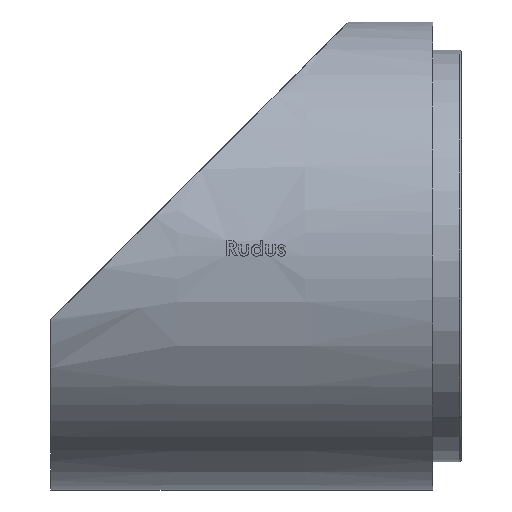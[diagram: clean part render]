
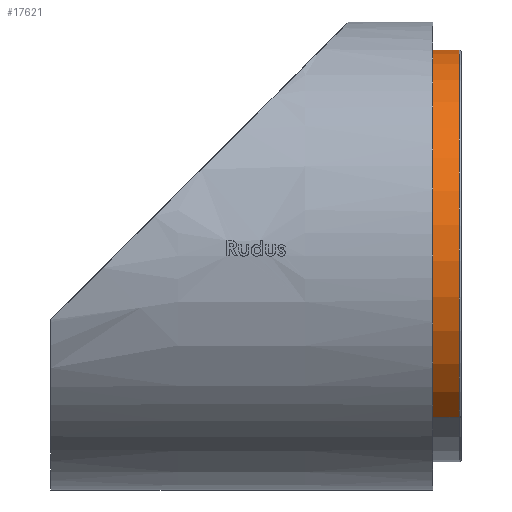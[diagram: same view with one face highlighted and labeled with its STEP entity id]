
A CAD part, front view. The second image highlights one B-rep face of the part: STEP entity #17621.
In plain terms, the highlighted cylindrical face has radius 1077 mm (diameter 2154 mm), a partial arc.
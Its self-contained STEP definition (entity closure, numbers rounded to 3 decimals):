
#330 = FACE_OUTER_BOUND ( 'NONE', #1148, .T. ) ;
#416 = AXIS2_PLACEMENT_3D ( 'NONE', #18548, #11791, #11456 ) ;
#461 = ORIENTED_EDGE ( 'NONE', *, *, #2233, .F. ) ;
#608 = ORIENTED_EDGE ( 'NONE', *, *, #11855, .T. ) ;
#783 = DIRECTION ( 'NONE',  ( 0., 0., -1. ) ) ;
#1148 = EDGE_LOOP ( 'NONE', ( #11921, #608, #461, #1535 ) ) ;
#1535 = ORIENTED_EDGE ( 'NONE', *, *, #15940, .F. ) ;
#2233 = EDGE_CURVE ( 'NONE', #19870, #11380, #10268, .T. ) ;
#3463 = EDGE_CURVE ( 'NONE', #4523, #4659, #6617, .T. ) ;
#4523 = VERTEX_POINT ( 'NONE', #14049 ) ;
#4659 = VERTEX_POINT ( 'NONE', #19436 ) ;
#5118 = DIRECTION ( 'NONE',  ( 0., 0., -1. ) ) ;
#5585 = CYLINDRICAL_SURFACE ( 'NONE', #7708, 1077. ) ;
#6617 = CIRCLE ( 'NONE', #18671, 1077. ) ;
#7708 = AXIS2_PLACEMENT_3D ( 'NONE', #12558, #783, #21382 ) ;
#7790 = CARTESIAN_POINT ( 'NONE',  ( -842.535, 670.868, 1995. ) ) ;
#8551 = CARTESIAN_POINT ( 'NONE',  ( 842.535, -670.868, 1995. ) ) ;
#10268 = CIRCLE ( 'NONE', #416, 1077. ) ;
#10482 = CARTESIAN_POINT ( 'NONE',  ( 0., 0., 2135. ) ) ;
#10869 = LINE ( 'NONE', #13491, #13156 ) ;
#11380 = VERTEX_POINT ( 'NONE', #8551 ) ;
#11456 = DIRECTION ( 'NONE',  ( -0.782, 0.623, 0. ) ) ;
#11791 = DIRECTION ( 'NONE',  ( 0., 0., -1. ) ) ;
#11855 = EDGE_CURVE ( 'NONE', #4659, #11380, #10869, .T. ) ;
#11921 = ORIENTED_EDGE ( 'NONE', *, *, #3463, .T. ) ;
#12558 = CARTESIAN_POINT ( 'NONE',  ( 0., 0., 1995. ) ) ;
#13156 = VECTOR ( 'NONE', #18646, 1000. ) ;
#13491 = CARTESIAN_POINT ( 'NONE',  ( 842.535, -670.868, 1995. ) ) ;
#13535 = VECTOR ( 'NONE', #16356, 1000. ) ;
#14049 = CARTESIAN_POINT ( 'NONE',  ( -842.535, 670.868, 2135. ) ) ;
#15631 = DIRECTION ( 'NONE',  ( -0.782, 0.623, 0. ) ) ;
#15940 = EDGE_CURVE ( 'NONE', #4523, #19870, #16697, .T. ) ;
#16356 = DIRECTION ( 'NONE',  ( 0., 0., -1. ) ) ;
#16697 = LINE ( 'NONE', #7790, #13535 ) ;
#17621 = ADVANCED_FACE ( 'NONE', ( #330 ), #5585, .T. ) ;
#18548 = CARTESIAN_POINT ( 'NONE',  ( 0., 0., 1995. ) ) ;
#18646 = DIRECTION ( 'NONE',  ( 0., 0., -1. ) ) ;
#18671 = AXIS2_PLACEMENT_3D ( 'NONE', #10482, #5118, #15631 ) ;
#19436 = CARTESIAN_POINT ( 'NONE',  ( 842.535, -670.868, 2135. ) ) ;
#19870 = VERTEX_POINT ( 'NONE', #20545 ) ;
#20545 = CARTESIAN_POINT ( 'NONE',  ( -842.535, 670.868, 1995. ) ) ;
#21382 = DIRECTION ( 'NONE',  ( -0.782, 0.623, 0. ) ) ;
